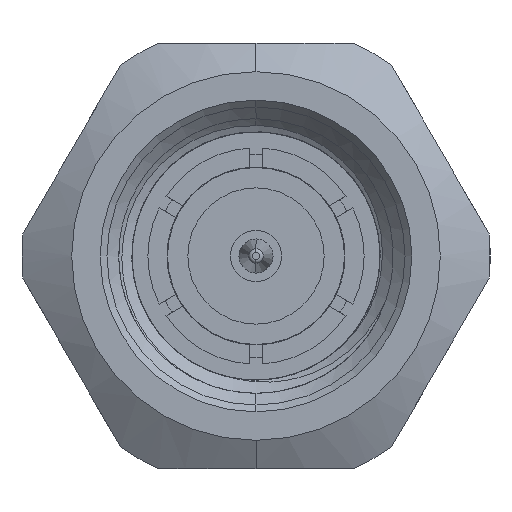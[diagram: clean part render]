
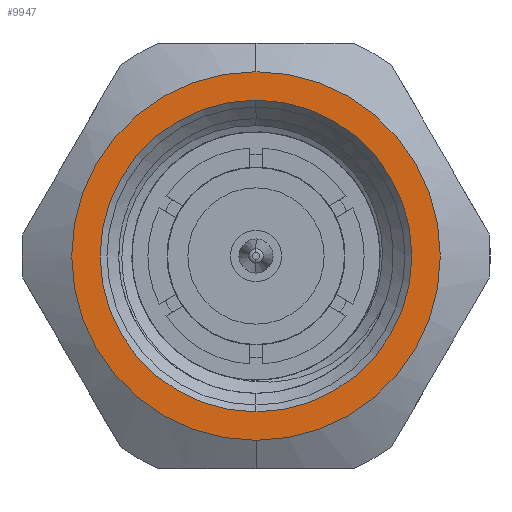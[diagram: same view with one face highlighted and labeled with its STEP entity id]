
A CAD part, left-side view. The second image highlights one B-rep face of the part: STEP entity #9947.
In plain terms, the highlighted planar face has unit normal (-1, 0, 0).
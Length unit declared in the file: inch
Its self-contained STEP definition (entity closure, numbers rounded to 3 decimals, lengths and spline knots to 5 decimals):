
#308 = VERTEX_POINT ( 'NONE', #8400 ) ;
#922 = EDGE_LOOP ( 'NONE', ( #7501, #5649 ) ) ;
#1048 = CARTESIAN_POINT ( 'NONE',  ( -0.82677, 0., 0. ) ) ;
#1641 = CARTESIAN_POINT ( 'NONE',  ( -0.82677, 0., 0. ) ) ;
#1740 = CARTESIAN_POINT ( 'NONE',  ( -0.82677, 0., 0. ) ) ;
#2038 = VERTEX_POINT ( 'NONE', #6701 ) ;
#2175 = CARTESIAN_POINT ( 'NONE',  ( -0.82677, 0., -0.27055 ) ) ;
#2666 = AXIS2_PLACEMENT_3D ( 'NONE', #8565, #3547, #10480 ) ;
#2867 = DIRECTION ( 'NONE',  ( -1., 0., 0. ) ) ;
#3036 = FACE_OUTER_BOUND ( 'NONE', #922, .T. ) ;
#3500 = DIRECTION ( 'NONE',  ( 0., 0., 1. ) ) ;
#3547 = DIRECTION ( 'NONE',  ( -1., 0., 0. ) ) ;
#3720 = CIRCLE ( 'NONE', #2666, 0.27055 ) ;
#3888 = ORIENTED_EDGE ( 'NONE', *, *, #12646, .F. ) ;
#4212 = CIRCLE ( 'NONE', #12015, 0.22875 ) ;
#4319 = VERTEX_POINT ( 'NONE', #2175 ) ;
#4748 = DIRECTION ( 'NONE',  ( -1., 0., 0. ) ) ;
#4816 = DIRECTION ( 'NONE',  ( 0., 0., 1. ) ) ;
#5077 = DIRECTION ( 'NONE',  ( 0., 0., -1. ) ) ;
#5649 = ORIENTED_EDGE ( 'NONE', *, *, #10188, .T. ) ;
#6173 = EDGE_CURVE ( 'NONE', #12769, #2038, #6905, .T. ) ;
#6701 = CARTESIAN_POINT ( 'NONE',  ( -0.82677, 0., -0.22875 ) ) ;
#6905 = CIRCLE ( 'NONE', #12381, 0.22875 ) ;
#7172 = EDGE_LOOP ( 'NONE', ( #11569, #3888 ) ) ;
#7346 = EDGE_CURVE ( 'NONE', #308, #4319, #8394, .T. ) ;
#7501 = ORIENTED_EDGE ( 'NONE', *, *, #7346, .T. ) ;
#7784 = CARTESIAN_POINT ( 'NONE',  ( -0.82677, 0., 0.22875 ) ) ;
#7920 = FACE_BOUND ( 'NONE', #7172, .T. ) ;
#8394 = CIRCLE ( 'NONE', #12817, 0.27055 ) ;
#8400 = CARTESIAN_POINT ( 'NONE',  ( -0.82677, 0., 0.27055 ) ) ;
#8565 = CARTESIAN_POINT ( 'NONE',  ( -0.82677, 0., 0. ) ) ;
#9947 = ADVANCED_FACE ( 'NONE', ( #7920, #3036 ), #10097, .F. ) ;
#10097 = PLANE ( 'NONE',  #11312 ) ;
#10188 = EDGE_CURVE ( 'NONE', #4319, #308, #3720, .T. ) ;
#10480 = DIRECTION ( 'NONE',  ( 0., 0., 1. ) ) ;
#10630 = CARTESIAN_POINT ( 'NONE',  ( -0.82677, 0., 0. ) ) ;
#10888 = DIRECTION ( 'NONE',  ( 1., 0., 0. ) ) ;
#10918 = DIRECTION ( 'NONE',  ( 0., 0., 1. ) ) ;
#11312 = AXIS2_PLACEMENT_3D ( 'NONE', #1048, #10888, #5077 ) ;
#11569 = ORIENTED_EDGE ( 'NONE', *, *, #6173, .F. ) ;
#12015 = AXIS2_PLACEMENT_3D ( 'NONE', #1641, #4748, #4816 ) ;
#12381 = AXIS2_PLACEMENT_3D ( 'NONE', #1740, #2867, #10918 ) ;
#12541 = DIRECTION ( 'NONE',  ( -1., 0., 0. ) ) ;
#12646 = EDGE_CURVE ( 'NONE', #2038, #12769, #4212, .T. ) ;
#12769 = VERTEX_POINT ( 'NONE', #7784 ) ;
#12817 = AXIS2_PLACEMENT_3D ( 'NONE', #10630, #12541, #3500 ) ;
